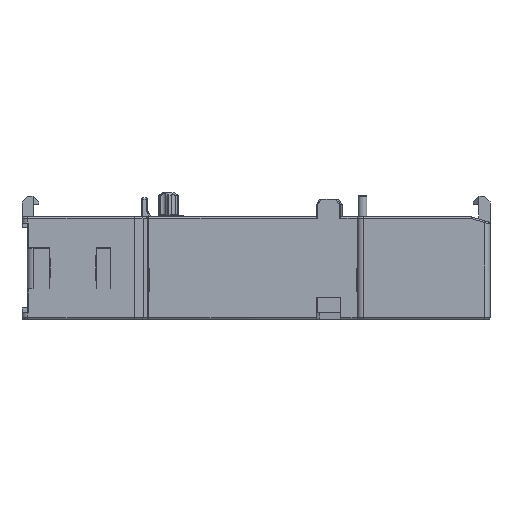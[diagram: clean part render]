
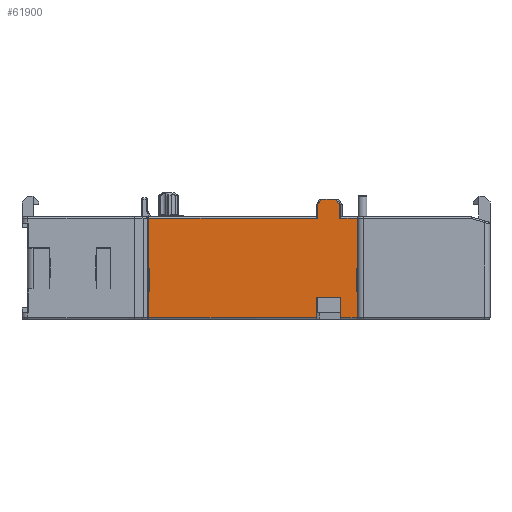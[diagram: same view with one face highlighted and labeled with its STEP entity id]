
A CAD part, front view. The second image highlights one B-rep face of the part: STEP entity #61900.
In plain terms, the highlighted planar face has unit normal (0, -1, 0).
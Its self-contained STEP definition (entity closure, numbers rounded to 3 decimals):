
#547=DIRECTION('',(0.,0.,1.));
#548=VECTOR('',#547,4.55);
#549=CARTESIAN_POINT('',(9.9,-46.,0.3));
#550=LINE('',#549,#548);
#563=DIRECTION('',(-1.,0.,0.));
#564=VECTOR('',#563,0.1);
#565=CARTESIAN_POINT('',(9.9,-46.,8.85));
#566=LINE('',#565,#564);
#13426=CARTESIAN_POINT('',(6.968,-46.,0.3));
#13436=CARTESIAN_POINT('',(2.805,-46.,0.3));
#13662=DIRECTION('',(0.,0.,-1.));
#13663=VECTOR('',#13662,2.246);
#13664=CARTESIAN_POINT('',(2.992,-46.,19.646));
#13665=LINE('',#13664,#13663);
#13686=DIRECTION('',(1.,0.,0.));
#13687=VECTOR('',#13686,0.1);
#13688=CARTESIAN_POINT('',(-26.1,-46.,4.85));
#13689=LINE('',#13688,#13687);
#13690=DIRECTION('',(0.,0.,-1.));
#13691=VECTOR('',#13690,8.55);
#13692=CARTESIAN_POINT('',(-26.1,-46.,17.4));
#13693=LINE('',#13692,#13691);
#13694=DIRECTION('',(1.,0.,0.));
#13695=VECTOR('',#13694,29.092);
#13696=CARTESIAN_POINT('',(-26.1,-46.,17.4));
#13697=LINE('',#13696,#13695);
#13698=DIRECTION('',(-0.506,0.,-0.863));
#13699=VECTOR('',#13698,1.221);
#13700=CARTESIAN_POINT('',(3.61,-46.,20.7));
#13701=LINE('',#13700,#13699);
#13702=DIRECTION('',(-0.506,0.,0.863));
#13703=VECTOR('',#13702,1.221);
#13704=CARTESIAN_POINT('',(6.851,-46.,19.646));
#13705=LINE('',#13704,#13703);
#13706=DIRECTION('',(1.,0.,0.));
#13707=VECTOR('',#13706,3.049);
#13708=CARTESIAN_POINT('',(6.851,-46.,17.4));
#13709=LINE('',#13708,#13707);
#13710=DIRECTION('',(0.,0.,-1.));
#13711=VECTOR('',#13710,8.55);
#13712=CARTESIAN_POINT('',(9.9,-46.,17.4));
#13713=LINE('',#13712,#13711);
#13714=DIRECTION('',(0.,0.,-1.));
#13715=VECTOR('',#13714,4.);
#13716=CARTESIAN_POINT('',(9.8,-46.,8.85));
#13717=LINE('',#13716,#13715);
#13718=DIRECTION('',(1.,0.,0.));
#13719=VECTOR('',#13718,0.1);
#13720=CARTESIAN_POINT('',(9.8,-46.,4.85));
#13721=LINE('',#13720,#13719);
#13722=DIRECTION('',(-1.,0.,0.));
#13723=VECTOR('',#13722,2.932);
#13724=CARTESIAN_POINT('',(9.9,-46.,0.3));
#13725=LINE('',#13724,#13723);
#13726=DIRECTION('',(0.,0.,1.));
#13727=VECTOR('',#13726,3.5);
#13728=CARTESIAN_POINT('',(6.968,-46.,0.3));
#13729=LINE('',#13728,#13727);
#13730=DIRECTION('',(-1.,0.,0.));
#13731=VECTOR('',#13730,4.163);
#13732=CARTESIAN_POINT('',(6.968,-46.,3.8));
#13733=LINE('',#13732,#13731);
#13734=DIRECTION('',(0.,0.,1.));
#13735=VECTOR('',#13734,3.5);
#13736=CARTESIAN_POINT('',(2.805,-46.,0.3));
#13737=LINE('',#13736,#13735);
#13738=DIRECTION('',(-1.,0.,0.));
#13739=VECTOR('',#13738,28.905);
#13740=CARTESIAN_POINT('',(2.805,-46.,0.3));
#13741=LINE('',#13740,#13739);
#13742=DIRECTION('',(0.,0.,1.));
#13743=VECTOR('',#13742,4.55);
#13744=CARTESIAN_POINT('',(-26.1,-46.,0.3));
#13745=LINE('',#13744,#13743);
#13770=DIRECTION('',(0.,0.,-1.));
#13771=VECTOR('',#13770,4.);
#13772=CARTESIAN_POINT('',(-26.,-46.,8.85));
#13773=LINE('',#13772,#13771);
#13774=DIRECTION('',(-1.,0.,0.));
#13775=VECTOR('',#13774,0.1);
#13776=CARTESIAN_POINT('',(-26.,-46.,8.85));
#13777=LINE('',#13776,#13775);
#13813=CARTESIAN_POINT('',(3.61,-46.,20.7));
#13859=CARTESIAN_POINT('',(6.233,-46.,20.7));
#13864=DIRECTION('',(1.,0.,0.));
#13865=VECTOR('',#13864,2.623);
#13866=CARTESIAN_POINT('',(3.61,-46.,20.7));
#13867=LINE('',#13866,#13865);
#14021=DIRECTION('',(0.,0.,1.));
#14022=VECTOR('',#14021,2.246);
#14023=CARTESIAN_POINT('',(6.851,-46.,17.4));
#14024=LINE('',#14023,#14022);
#36370=CARTESIAN_POINT('',(-26.1,-46.,4.85));
#36371=VERTEX_POINT('',#36370);
#36372=CARTESIAN_POINT('',(9.9,-46.,4.85));
#36373=VERTEX_POINT('',#36372);
#36805=CARTESIAN_POINT('',(6.968,-46.,3.8));
#36806=CARTESIAN_POINT('',(2.805,-46.,3.8));
#36807=VERTEX_POINT('',#36805);
#36808=VERTEX_POINT('',#36806);
#37694=CARTESIAN_POINT('',(9.9,-46.,0.3));
#37695=VERTEX_POINT('',#37694);
#37699=VERTEX_POINT('',#13426);
#37728=VERTEX_POINT('',#13436);
#37732=CARTESIAN_POINT('',(-26.1,-46.,0.3));
#37733=VERTEX_POINT('',#37732);
#42561=CARTESIAN_POINT('',(9.8,-46.,8.85));
#42563=VERTEX_POINT('',#42561);
#42564=CARTESIAN_POINT('',(-26.,-46.,8.85));
#42566=VERTEX_POINT('',#42564);
#43282=CARTESIAN_POINT('',(-26.1,-46.,17.4));
#43283=VERTEX_POINT('',#43282);
#43286=CARTESIAN_POINT('',(2.992,-46.,17.4));
#43287=VERTEX_POINT('',#43286);
#43302=CARTESIAN_POINT('',(9.9,-46.,17.4));
#43303=VERTEX_POINT('',#43302);
#43830=VERTEX_POINT('',#13813);
#43831=CARTESIAN_POINT('',(2.992,-46.,19.646));
#43832=VERTEX_POINT('',#43831);
#43851=VERTEX_POINT('',#13859);
#43855=CARTESIAN_POINT('',(6.851,-46.,19.646));
#43856=VERTEX_POINT('',#43855);
#43859=CARTESIAN_POINT('',(6.851,-46.,17.4));
#43860=VERTEX_POINT('',#43859);
#44546=CARTESIAN_POINT('',(9.9,-46.,8.85));
#44548=VERTEX_POINT('',#44546);
#44723=CARTESIAN_POINT('',(-26.1,-46.,8.85));
#44724=VERTEX_POINT('',#44723);
#44729=CARTESIAN_POINT('',(9.8,-46.,4.85));
#44730=VERTEX_POINT('',#44729);
#44731=CARTESIAN_POINT('',(-26.,-46.,4.85));
#44732=VERTEX_POINT('',#44731);
#61858=CARTESIAN_POINT('',(-27.1,-46.,1.15));
#61859=DIRECTION('',(0.,-1.,0.));
#61860=DIRECTION('',(1.,0.,0.));
#61861=AXIS2_PLACEMENT_3D('',#61858,#61859,#61860);
#61862=PLANE('',#61861);
#61864=ORIENTED_EDGE('',*,*,#61863,.T.);
#61866=ORIENTED_EDGE('',*,*,#61865,.F.);
#61868=ORIENTED_EDGE('',*,*,#61867,.T.);
#61870=ORIENTED_EDGE('',*,*,#61869,.F.);
#61871=ORIENTED_EDGE('',*,*,#61820,.T.);
#61872=ORIENTED_EDGE('',*,*,#61847,.F.);
#61874=ORIENTED_EDGE('',*,*,#61873,.F.);
#61876=ORIENTED_EDGE('',*,*,#61875,.T.);
#61878=ORIENTED_EDGE('',*,*,#61877,.F.);
#61880=ORIENTED_EDGE('',*,*,#61879,.F.);
#61882=ORIENTED_EDGE('',*,*,#61881,.T.);
#61883=ORIENTED_EDGE('',*,*,#45488,.T.);
#61884=ORIENTED_EDGE('',*,*,#45516,.T.);
#61886=ORIENTED_EDGE('',*,*,#61885,.T.);
#61888=ORIENTED_EDGE('',*,*,#61887,.T.);
#61889=ORIENTED_EDGE('',*,*,#45495,.F.);
#61890=ORIENTED_EDGE('',*,*,#61578,.T.);
#61891=ORIENTED_EDGE('',*,*,#61596,.T.);
#61893=ORIENTED_EDGE('',*,*,#61892,.T.);
#61894=ORIENTED_EDGE('',*,*,#61631,.F.);
#61895=ORIENTED_EDGE('',*,*,#61661,.T.);
#61897=ORIENTED_EDGE('',*,*,#61896,.T.);
#61898=EDGE_LOOP('',(#61864,#61866,#61868,#61870,#61871,#61872,#61874,#61876,
#61878,#61880,#61882,#61883,#61884,#61886,#61888,#61889,#61890,#61891,#61893,
#61894,#61895,#61897));
#61899=FACE_OUTER_BOUND('',#61898,.F.);
#61900=ADVANCED_FACE('',(#61899),#61862,.T.);
#45488=EDGE_CURVE('',#43303,#44548,#13713,.T.);
#45495=EDGE_CURVE('',#37695,#36373,#550,.T.);
#45516=EDGE_CURVE('',#44548,#42563,#566,.T.);
#61578=EDGE_CURVE('',#37695,#37699,#13725,.T.);
#61596=EDGE_CURVE('',#37699,#36807,#13729,.T.);
#61631=EDGE_CURVE('',#37728,#36808,#13737,.T.);
#61661=EDGE_CURVE('',#37728,#37733,#13741,.T.);
#61820=EDGE_CURVE('',#43283,#43287,#13697,.T.);
#61847=EDGE_CURVE('',#43832,#43287,#13665,.T.);
#61863=EDGE_CURVE('',#36371,#44732,#13689,.T.);
#61865=EDGE_CURVE('',#42566,#44732,#13773,.T.);
#61867=EDGE_CURVE('',#42566,#44724,#13777,.T.);
#61869=EDGE_CURVE('',#43283,#44724,#13693,.T.);
#61873=EDGE_CURVE('',#43830,#43832,#13701,.T.);
#61875=EDGE_CURVE('',#43830,#43851,#13867,.T.);
#61877=EDGE_CURVE('',#43856,#43851,#13705,.T.);
#61879=EDGE_CURVE('',#43860,#43856,#14024,.T.);
#61881=EDGE_CURVE('',#43860,#43303,#13709,.T.);
#61885=EDGE_CURVE('',#42563,#44730,#13717,.T.);
#61887=EDGE_CURVE('',#44730,#36373,#13721,.T.);
#61892=EDGE_CURVE('',#36807,#36808,#13733,.T.);
#61896=EDGE_CURVE('',#37733,#36371,#13745,.T.);
